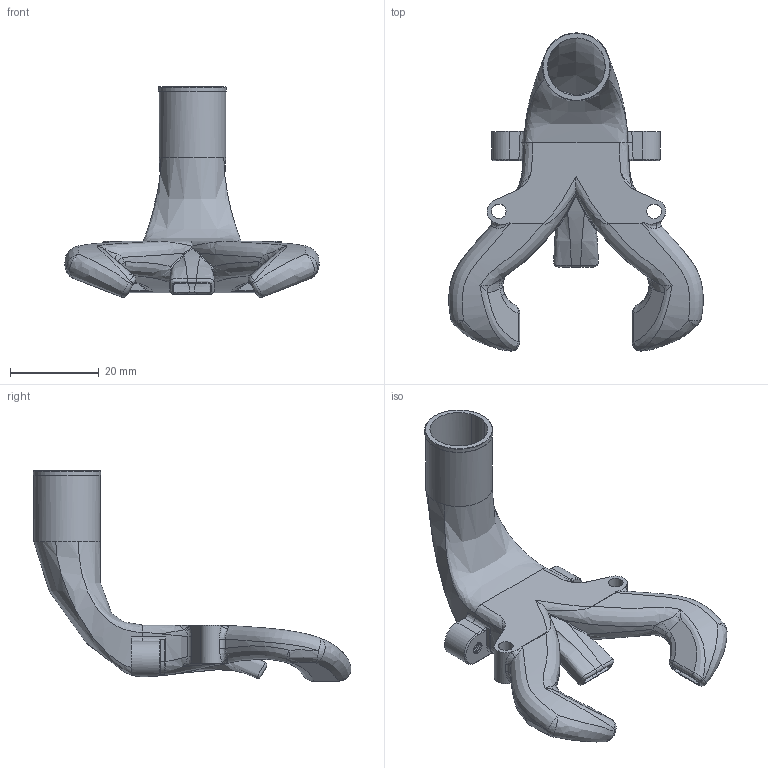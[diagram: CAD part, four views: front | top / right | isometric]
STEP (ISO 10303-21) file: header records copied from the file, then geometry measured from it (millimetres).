
FILE_DESCRIPTION(/* description */ (''),/* implementation_level */ '2;1');
FILE_NAME(/* name */ 'Component15.step',/* time_stamp */ '2023-01-25T19:51:57-05:00',/* author */ (''),/* organization */ (''),/* preprocessor_version */ 'ST-DEVELOPER v19.2',/* originating_system */ 'Autodesk Translation Framework v11.17.0.187',/* authorisation */ '');
FILE_SCHEMA (('AUTOMOTIVE_DESIGN { 1 0 10303 214 3 1 1 }'));
Length unit declared in the file: millimetre
Products named in the file (1): FusionComponent
Bounding box: 57.31 x 71.6 x 47.48 mm (x, y, z)
Volume: 7467.4 mm3; surface area: 12823.1 mm2
Topology: 1 solids, 1 shells, 338 faces, 974 edges, 608 vertices
Faces by surface type: bspline 209, cylinder 78, plane 39, sphere 8, torus 2, cone 2
Full cylindrical faces by diameter (mm): 2.529 x8, 3.086 x8, 3.3 x2, 15 x1, 15.3 x1
Entity records: 40721 total; most frequent: CARTESIAN_POINT 33776, ORIENTED_EDGE 1886, EDGE_CURVE 943, DIRECTION 778, VERTEX_POINT 607, B_SPLINE_CURVE_WITH_KNOTS 601, EDGE_LOOP 350, FACE_OUTER_BOUND 337
